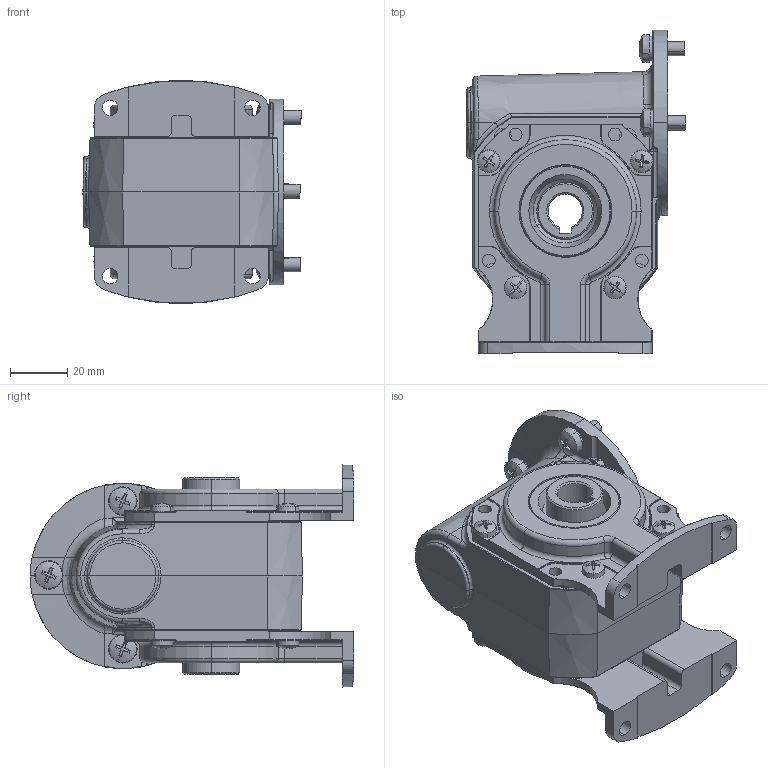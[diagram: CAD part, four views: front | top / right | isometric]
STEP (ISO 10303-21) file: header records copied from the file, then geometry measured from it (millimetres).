
FILE_DESCRIPTION (( 'STEP AP203' ), '1' );
FILE_NAME ('VE31-F-H.STEP', '2013-12-10T08:42:53', ( 'kob' ), ( 'Microsoft' ), 'SwSTEP 2.0', 'SolidWorks 2012', '' );
FILE_SCHEMA (( 'CONFIG_CONTROL_DESIGN' ));
Length unit declared in the file: millimetre
Products named in the file (1): VE31-F-H
Bounding box: 76.5 x 113.5 x 78.2 mm (x, y, z)
Surface area: 51171.4 mm2 (no closed solid volume)
Topology: 0 solids, 30 shells, 789 faces, 2291 edges, 1473 vertices
Faces by surface type: plane 251, cylinder 239, cone 113, torus 112, bspline 52, sphere 22
Entity records: 28795 total; most frequent: CARTESIAN_POINT 8264, DIRECTION 4532, ORIENTED_EDGE 3949, EDGE_CURVE 2287, AXIS2_PLACEMENT_3D 1801, VERTEX_POINT 1473, CIRCLE 1063, VECTOR 930
